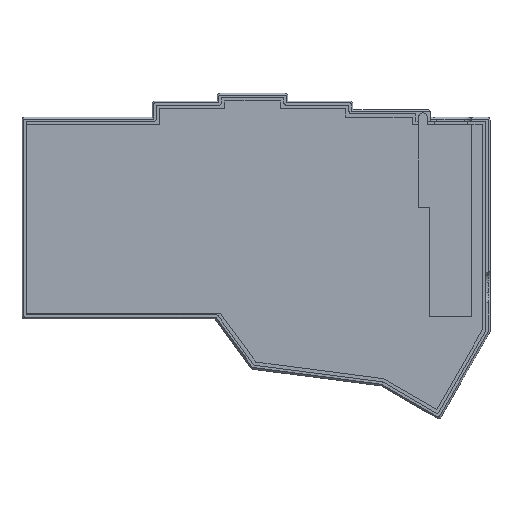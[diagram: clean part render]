
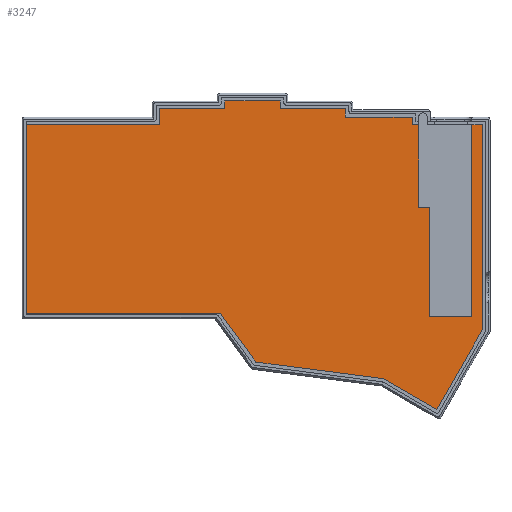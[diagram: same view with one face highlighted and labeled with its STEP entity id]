
A CAD part, top view. The second image highlights one B-rep face of the part: STEP entity #3247.
In plain terms, the highlighted planar face has unit normal (0, 0, 1).
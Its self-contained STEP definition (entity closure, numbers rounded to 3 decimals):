
#214=PLANE('',#3485);
#389=FACE_OUTER_BOUND('',#564,.T.);
#564=EDGE_LOOP('',(#3036,#3037,#3038,#3039,#3040,#3041,#3042,#3043,#3044,
#3045,#3046,#3047,#3048,#3049,#3050,#3051,#3052,#3053,#3054,#3055,#3056,
#3057,#3058,#3059));
#673=LINE('',#4635,#1049);
#868=LINE('',#5685,#1244);
#872=LINE('',#5693,#1248);
#877=LINE('',#5705,#1253);
#882=LINE('',#5715,#1258);
#884=LINE('',#5718,#1260);
#887=LINE('',#5724,#1263);
#888=LINE('',#5728,#1264);
#891=LINE('',#5733,#1267);
#893=LINE('',#5737,#1269);
#895=LINE('',#5741,#1271);
#897=LINE('',#5745,#1273);
#899=LINE('',#5748,#1275);
#900=LINE('',#5751,#1276);
#903=LINE('',#5757,#1279);
#906=LINE('',#5763,#1282);
#909=LINE('',#5769,#1285);
#912=LINE('',#5775,#1288);
#915=LINE('',#5781,#1291);
#918=LINE('',#5787,#1294);
#921=LINE('',#5793,#1297);
#924=LINE('',#5799,#1300);
#927=LINE('',#5805,#1303);
#940=LINE('',#5830,#1316);
#1049=VECTOR('',#3710,10.);
#1244=VECTOR('',#4165,10.);
#1248=VECTOR('',#4171,10.);
#1253=VECTOR('',#4184,10.);
#1258=VECTOR('',#4193,10.);
#1260=VECTOR('',#4197,10.);
#1263=VECTOR('',#4202,10.);
#1264=VECTOR('',#4205,10.);
#1267=VECTOR('',#4210,10.);
#1269=VECTOR('',#4214,10.);
#1271=VECTOR('',#4218,10.);
#1273=VECTOR('',#4222,10.);
#1275=VECTOR('',#4226,10.);
#1276=VECTOR('',#4229,10.);
#1279=VECTOR('',#4234,10.);
#1282=VECTOR('',#4239,10.);
#1285=VECTOR('',#4244,10.);
#1288=VECTOR('',#4249,10.);
#1291=VECTOR('',#4254,10.);
#1294=VECTOR('',#4259,10.);
#1297=VECTOR('',#4264,10.);
#1300=VECTOR('',#4269,10.);
#1303=VECTOR('',#4274,10.);
#1316=VECTOR('',#4305,10.);
#1490=VERTEX_POINT('',#4632);
#1491=VERTEX_POINT('',#4634);
#1621=VERTEX_POINT('',#5682);
#1622=VERTEX_POINT('',#5684);
#1625=VERTEX_POINT('',#5692);
#1628=VERTEX_POINT('',#5704);
#1631=VERTEX_POINT('',#5714);
#1633=VERTEX_POINT('',#5722);
#1634=VERTEX_POINT('',#5726);
#1635=VERTEX_POINT('',#5727);
#1636=VERTEX_POINT('',#5732);
#1637=VERTEX_POINT('',#5736);
#1638=VERTEX_POINT('',#5740);
#1639=VERTEX_POINT('',#5744);
#1640=VERTEX_POINT('',#5750);
#1642=VERTEX_POINT('',#5756);
#1644=VERTEX_POINT('',#5762);
#1646=VERTEX_POINT('',#5768);
#1648=VERTEX_POINT('',#5774);
#1650=VERTEX_POINT('',#5780);
#1652=VERTEX_POINT('',#5786);
#1654=VERTEX_POINT('',#5792);
#1656=VERTEX_POINT('',#5798);
#1658=VERTEX_POINT('',#5804);
#1808=EDGE_CURVE('',#1491,#1490,#673,.T.);
#2054=EDGE_CURVE('',#1622,#1621,#868,.T.);
#2058=EDGE_CURVE('',#1625,#1622,#872,.T.);
#2064=EDGE_CURVE('',#1628,#1625,#877,.T.);
#2069=EDGE_CURVE('',#1490,#1631,#882,.T.);
#2071=EDGE_CURVE('',#1631,#1628,#884,.T.);
#2074=EDGE_CURVE('',#1621,#1633,#887,.T.);
#2075=EDGE_CURVE('',#1634,#1635,#888,.T.);
#2078=EDGE_CURVE('',#1635,#1636,#891,.T.);
#2080=EDGE_CURVE('',#1636,#1637,#893,.T.);
#2082=EDGE_CURVE('',#1637,#1638,#895,.T.);
#2084=EDGE_CURVE('',#1638,#1639,#897,.T.);
#2086=EDGE_CURVE('',#1639,#1491,#899,.T.);
#2087=EDGE_CURVE('',#1633,#1640,#900,.T.);
#2090=EDGE_CURVE('',#1640,#1642,#903,.T.);
#2093=EDGE_CURVE('',#1642,#1644,#906,.T.);
#2096=EDGE_CURVE('',#1644,#1646,#909,.T.);
#2099=EDGE_CURVE('',#1646,#1648,#912,.T.);
#2102=EDGE_CURVE('',#1648,#1650,#915,.T.);
#2105=EDGE_CURVE('',#1650,#1652,#918,.T.);
#2108=EDGE_CURVE('',#1652,#1654,#921,.T.);
#2111=EDGE_CURVE('',#1654,#1656,#924,.T.);
#2114=EDGE_CURVE('',#1656,#1658,#927,.T.);
#2127=EDGE_CURVE('',#1634,#1658,#940,.T.);
#3036=ORIENTED_EDGE('',*,*,#2054,.T.);
#3037=ORIENTED_EDGE('',*,*,#2074,.T.);
#3038=ORIENTED_EDGE('',*,*,#2087,.T.);
#3039=ORIENTED_EDGE('',*,*,#2090,.T.);
#3040=ORIENTED_EDGE('',*,*,#2093,.T.);
#3041=ORIENTED_EDGE('',*,*,#2096,.T.);
#3042=ORIENTED_EDGE('',*,*,#2099,.T.);
#3043=ORIENTED_EDGE('',*,*,#2102,.T.);
#3044=ORIENTED_EDGE('',*,*,#2105,.T.);
#3045=ORIENTED_EDGE('',*,*,#2108,.T.);
#3046=ORIENTED_EDGE('',*,*,#2111,.T.);
#3047=ORIENTED_EDGE('',*,*,#2114,.T.);
#3048=ORIENTED_EDGE('',*,*,#2127,.F.);
#3049=ORIENTED_EDGE('',*,*,#2075,.T.);
#3050=ORIENTED_EDGE('',*,*,#2078,.T.);
#3051=ORIENTED_EDGE('',*,*,#2080,.T.);
#3052=ORIENTED_EDGE('',*,*,#2082,.T.);
#3053=ORIENTED_EDGE('',*,*,#2084,.T.);
#3054=ORIENTED_EDGE('',*,*,#2086,.T.);
#3055=ORIENTED_EDGE('',*,*,#1808,.T.);
#3056=ORIENTED_EDGE('',*,*,#2069,.T.);
#3057=ORIENTED_EDGE('',*,*,#2071,.T.);
#3058=ORIENTED_EDGE('',*,*,#2064,.T.);
#3059=ORIENTED_EDGE('',*,*,#2058,.T.);
#3247=ADVANCED_FACE('',(#389),#214,.T.);
#3485=AXIS2_PLACEMENT_3D('',#5833,#4310,#4311);
#3710=DIRECTION('',(-1.,0.,0.));
#4165=DIRECTION('',(0.,1.,0.));
#4171=DIRECTION('',(-1.,0.,0.));
#4184=DIRECTION('',(0.,1.,0.));
#4193=DIRECTION('',(0.,-1.,0.));
#4197=DIRECTION('',(-1.,0.,0.));
#4202=DIRECTION('',(-1.,0.,0.));
#4205=DIRECTION('',(1.,0.,0.));
#4210=DIRECTION('',(0.589,-0.808,0.));
#4214=DIRECTION('',(0.992,-0.129,0.));
#4218=DIRECTION('',(0.866,-0.5,0.));
#4222=DIRECTION('',(0.499,0.867,0.));
#4226=DIRECTION('',(0.,1.,0.));
#4229=DIRECTION('',(0.,1.,0.));
#4234=DIRECTION('',(-1.,0.,0.));
#4239=DIRECTION('',(0.,1.,0.));
#4244=DIRECTION('',(-1.,0.,0.));
#4249=DIRECTION('',(0.,1.,0.));
#4254=DIRECTION('',(-1.,0.,0.));
#4259=DIRECTION('',(0.,-1.,0.));
#4264=DIRECTION('',(-1.,0.,0.));
#4269=DIRECTION('',(0.,-1.,0.));
#4274=DIRECTION('',(-1.,0.,0.));
#4305=DIRECTION('',(0.,1.,0.));
#4310=DIRECTION('center_axis',(0.,0.,1.));
#4311=DIRECTION('ref_axis',(1.,0.,0.));
#4632=CARTESIAN_POINT('',(136.227,-15.062,9.421));
#4634=CARTESIAN_POINT('',(139.313,-15.062,9.421));
#4635=CARTESIAN_POINT('',(96.013,-15.062,9.421));
#5682=CARTESIAN_POINT('',(120.663,-15.062,9.421));
#5684=CARTESIAN_POINT('',(120.663,-39.062,9.421));
#5685=CARTESIAN_POINT('',(120.663,-46.15,9.421));
#5692=CARTESIAN_POINT('',(123.877,-39.062,9.421));
#5693=CARTESIAN_POINT('',(99.438,-39.062,9.421));
#5704=CARTESIAN_POINT('',(123.877,-71.062,9.421));
#5705=CARTESIAN_POINT('',(123.877,-34.15,9.421));
#5714=CARTESIAN_POINT('',(136.227,-71.062,9.421));
#5715=CARTESIAN_POINT('',(136.227,-34.15,9.421));
#5718=CARTESIAN_POINT('',(101.633,-71.062,9.421));
#5722=CARTESIAN_POINT('',(118.813,-15.062,9.421));
#5724=CARTESIAN_POINT('',(96.013,-15.062,9.421));
#5726=CARTESIAN_POINT('',(6.113,-70.013,9.421));
#5727=CARTESIAN_POINT('',(62.784,-70.013,9.421));
#5728=CARTESIAN_POINT('',(67.816,-70.013,9.421));
#5732=CARTESIAN_POINT('',(73.192,-84.285,9.421));
#5733=CARTESIAN_POINT('',(65.805,-74.156,9.421));
#5736=CARTESIAN_POINT('',(110.484,-89.136,9.421));
#5737=CARTESIAN_POINT('',(89.863,-86.453,9.421));
#5740=CARTESIAN_POINT('',(125.968,-98.084,9.421));
#5741=CARTESIAN_POINT('',(96.48,-81.042,9.421));
#5744=CARTESIAN_POINT('',(139.313,-74.908,9.421));
#5745=CARTESIAN_POINT('',(135.769,-81.063,9.421));
#5748=CARTESIAN_POINT('',(139.313,-34.15,9.421));
#5750=CARTESIAN_POINT('',(118.813,-12.812,9.421));
#5751=CARTESIAN_POINT('',(118.813,-33.025,9.421));
#5756=CARTESIAN_POINT('',(99.313,-12.812,9.421));
#5757=CARTESIAN_POINT('',(86.263,-12.812,9.421));
#5762=CARTESIAN_POINT('',(99.313,-10.312,9.421));
#5763=CARTESIAN_POINT('',(99.313,-31.775,9.421));
#5768=CARTESIAN_POINT('',(80.314,-10.312,9.421));
#5769=CARTESIAN_POINT('',(76.763,-10.312,9.421));
#5774=CARTESIAN_POINT('',(80.314,-8.062,9.421));
#5775=CARTESIAN_POINT('',(80.314,-30.65,9.421));
#5780=CARTESIAN_POINT('',(64.113,-8.062,9.421));
#5781=CARTESIAN_POINT('',(68.663,-8.062,9.421));
#5786=CARTESIAN_POINT('',(64.113,-10.312,9.421));
#5787=CARTESIAN_POINT('',(64.113,-31.775,9.421));
#5792=CARTESIAN_POINT('',(45.114,-10.312,9.421));
#5793=CARTESIAN_POINT('',(59.163,-10.312,9.421));
#5798=CARTESIAN_POINT('',(45.114,-15.062,9.421));
#5799=CARTESIAN_POINT('',(45.114,-34.15,9.421));
#5804=CARTESIAN_POINT('',(6.113,-15.062,9.421));
#5805=CARTESIAN_POINT('',(39.663,-15.062,9.421));
#5830=CARTESIAN_POINT('',(6.113,-61.885,9.421));
#5833=CARTESIAN_POINT('Origin',(73.213,-53.238,9.421));
